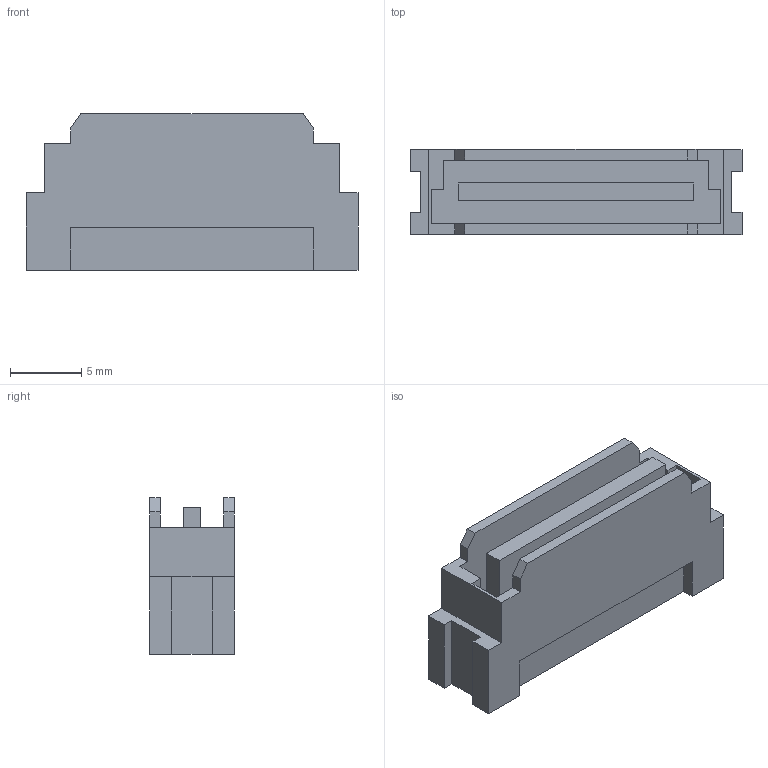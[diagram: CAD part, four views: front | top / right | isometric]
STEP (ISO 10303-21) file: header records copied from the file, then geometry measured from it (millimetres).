
FILE_DESCRIPTION(('FreeCAD Model'),'2;1');
FILE_NAME('Female.step', '2018-09-13T10:20:52',('kicad StepUp'),('ksu MCAD'), 'Open CASCADE STEP processor 7.3','FreeCAD','Unknown');
FILE_SCHEMA(('AUTOMOTIVE_DESIGN { 1 0 10303 214 1 1 1 1 }'));
Length unit declared in the file: millimetre
Products named in the file (1): Female
Bounding box: 23.3 x 5.95 x 11 mm (x, y, z)
Volume: 906.3 mm3; surface area: 1307 mm2
Topology: 1 solids, 1 shells, 51 faces, 144 edges, 96 vertices
Faces by surface type: plane 51
Entity records: 1987 total; most frequent: CARTESIAN_POINT 292, ORIENTED_EDGE 288, DIRECTION 248, EDGE_CURVE 144, LINE 144, VECTOR 144, VERTEX_POINT 96, AXIS2_PLACEMENT_3D 52
